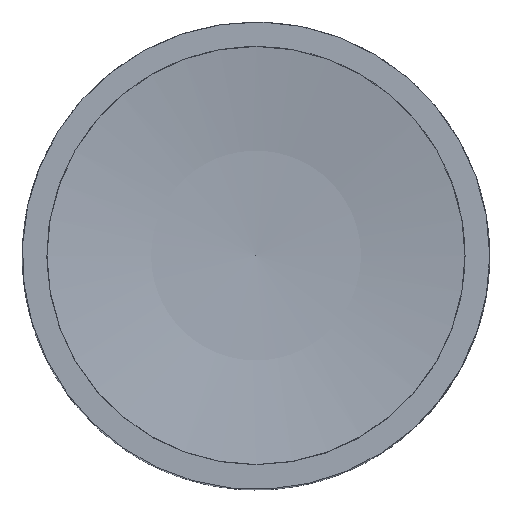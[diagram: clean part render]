
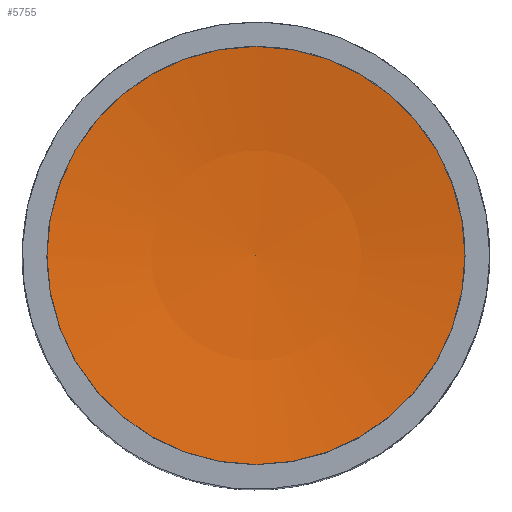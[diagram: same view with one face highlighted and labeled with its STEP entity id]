
A CAD part, top view. The second image highlights one B-rep face of the part: STEP entity #5755.
In plain terms, the highlighted spherical face has radius 50 mm.
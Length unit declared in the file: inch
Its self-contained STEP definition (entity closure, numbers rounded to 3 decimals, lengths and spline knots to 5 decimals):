
#5735=CARTESIAN_POINT('',(0.,-0.31693,1.17717));
#5736=VERTEX_POINT('',#5735);
#5737=CARTESIAN_POINT('',(0.,0.,1.17717));
#5738=DIRECTION('',(0.0,0.0,-1.0));
#5739=DIRECTION('',(0.0,-1.0,0.0));
#5740=AXIS2_PLACEMENT_3D('',#5737,#5738,#5739);
#5741=CIRCLE('',#5740,0.31693);
#5742=EDGE_CURVE('',#5736,#5736,#5741,.T.);
#5747=CARTESIAN_POINT('',(0.0,0.,3.11999));
#5748=DIRECTION('',(0.0,0.0,1.0));
#5749=DIRECTION('',(1.0,0.0,0.0));
#5750=AXIS2_PLACEMENT_3D('',#5747,#5748,#5749);
#5751=SPHERICAL_SURFACE('',#5750,1.9685);
#5752=ORIENTED_EDGE('',*,*,#5742,.F.);
#5753=EDGE_LOOP('',(#5752));
#5754=FACE_OUTER_BOUND('',#5753,.T.);
#5755=ADVANCED_FACE('',(#5754),#5751,.F.);
